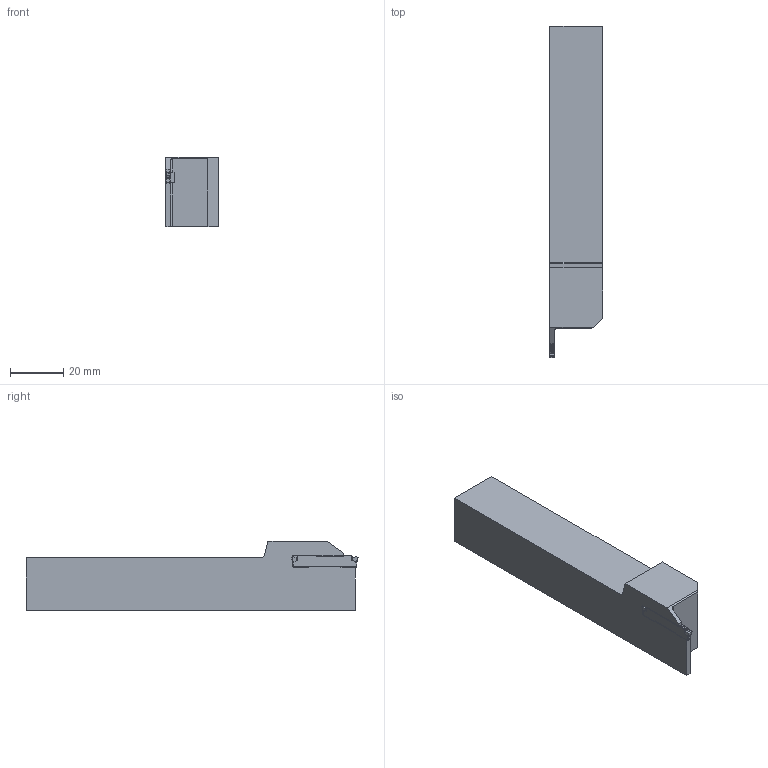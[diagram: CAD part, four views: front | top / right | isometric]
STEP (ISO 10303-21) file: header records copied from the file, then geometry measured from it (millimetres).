
FILE_DESCRIPTION(/* description */ (''),/* implementation_level */ '2;1');
FILE_NAME(/* name */ 'GL2-S2020KFL-10_sim.stp',/* time_stamp */ '2021-08-17T12:08:41+02:00',/* author */ (''),/* organization */ (''),/* preprocessor_version */ 'ST-DEVELOPER v16.7',/* originating_system */ 'SIEMENS PLM Software NX 12.0',/* authorisation */ '');
FILE_SCHEMA (('AUTOMOTIVE_DESIGN { 1 0 10303 214 3 1 1 1 }'));
Length unit declared in the file: millimetre
Products named in the file (1): hc720274B6E7ytq8
Bounding box: 20.05 x 125.03 x 26 mm (x, y, z)
Volume: 48116.7 mm3; surface area: 11082.5 mm2
Topology: 2 solids, 2 shells, 243 faces, 604 edges, 360 vertices
Faces by surface type: bspline 119, cylinder 65, plane 50, extrusion 6, sphere 3
Entity records: 9050 total; most frequent: CARTESIAN_POINT 4305, ORIENTED_EDGE 1194, DIRECTION 685, EDGE_CURVE 597, VERTEX_POINT 358, AXIS2_PLACEMENT_3D 247, B_SPLINE_CURVE_WITH_KNOTS 246, ADVANCED_FACE 243
